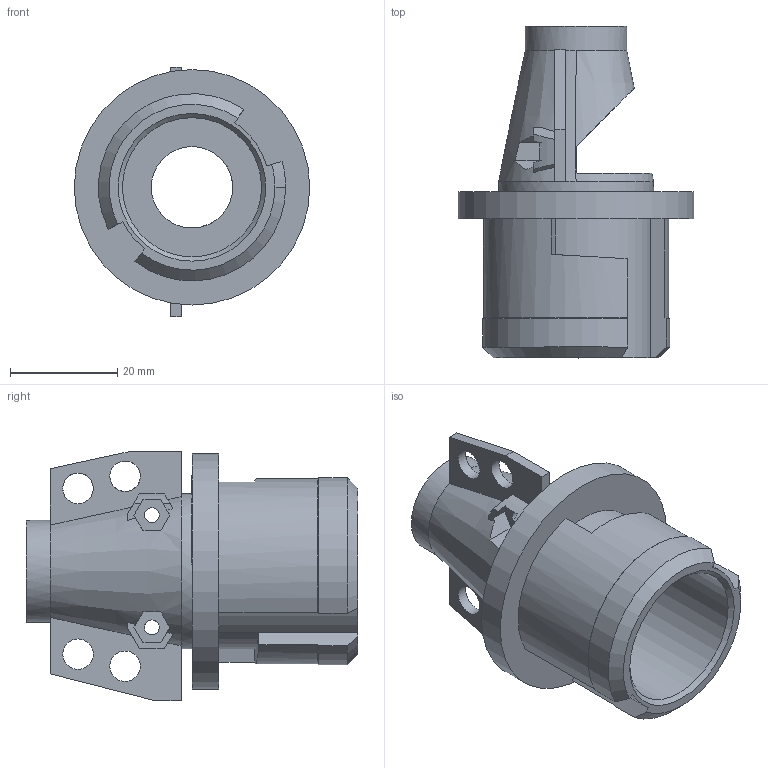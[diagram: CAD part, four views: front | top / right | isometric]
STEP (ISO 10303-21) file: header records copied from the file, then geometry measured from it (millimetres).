
FILE_DESCRIPTION(('FreeCAD Model'),'2;1');
FILE_NAME('Open CASCADE Shape Model','2023-11-17T17:51:10',(''),(''), 'Open CASCADE STEP processor 7.6','FreeCAD','Unknown');
FILE_SCHEMA(('AUTOMOTIVE_DESIGN { 1 0 10303 214 1 1 1 1 }'));
Length unit declared in the file: millimetre
Products named in the file (1): Apextrooper muzzle barrel clamp nstrike 3C
Bounding box: 44 x 62 x 46.56 mm (x, y, z)
Volume: 22277.4 mm3; surface area: 13186.4 mm2
Topology: 1 solids, 1 shells, 83 faces, 244 edges, 162 vertices
Faces by surface type: plane 51, cylinder 18, cone 10, bspline 4
Full cylindrical faces by diameter (mm): 2.8 x2, 5.7 x4, 15.2 x1, 19 x1, 26 x1, 29 x1, 44 x1
Entity records: 6381 total; most frequent: CARTESIAN_POINT 1542, DIRECTION 901, ORIENTED_EDGE 488, PCURVE 488, DEFINITIONAL_REPRESENTATION 488, LINE 478, VECTOR 478, EDGE_CURVE 244
